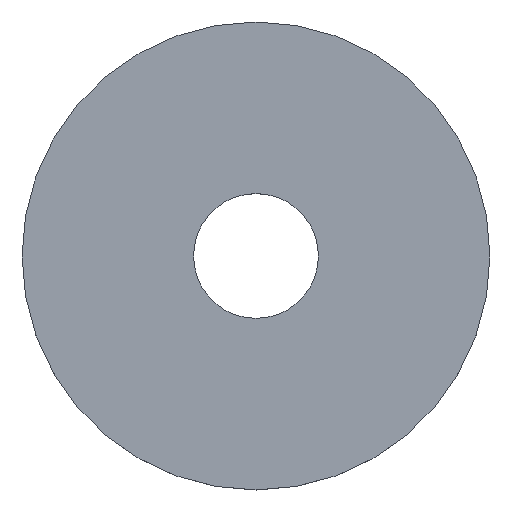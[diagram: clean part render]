
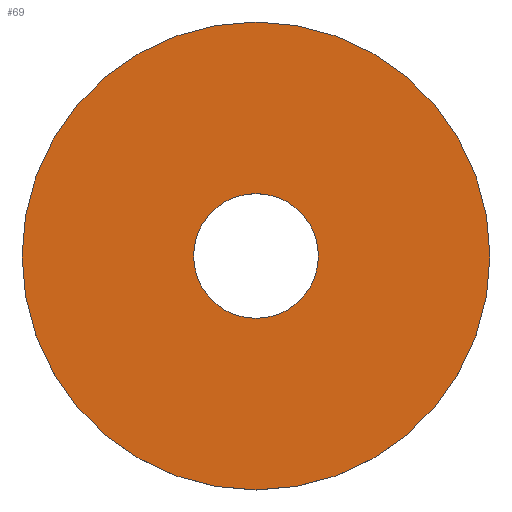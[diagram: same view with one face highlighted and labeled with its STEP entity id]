
A CAD part, top view. The second image highlights one B-rep face of the part: STEP entity #69.
In plain terms, the highlighted planar face has unit normal (0, 0, 1).
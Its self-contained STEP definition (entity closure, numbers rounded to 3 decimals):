
#5 = ORIENTED_EDGE ( 'NONE', *, *, #163, .F. ) ;
#16 = AXIS2_PLACEMENT_3D ( 'NONE', #68, #23, #92 ) ;
#18 = FACE_BOUND ( 'NONE', #28, .T. ) ;
#19 = VERTEX_POINT ( 'NONE', #152 ) ;
#23 = DIRECTION ( 'NONE',  ( 0., 0., 1. ) ) ;
#28 = EDGE_LOOP ( 'NONE', ( #29 ) ) ;
#29 = ORIENTED_EDGE ( 'NONE', *, *, #73, .T. ) ;
#38 = CARTESIAN_POINT ( 'NONE',  ( 0., 15., 1.8 ) ) ;
#52 = EDGE_LOOP ( 'NONE', ( #5 ) ) ;
#55 = DIRECTION ( 'NONE',  ( 0., 0., -1. ) ) ;
#56 = CARTESIAN_POINT ( 'NONE',  ( 0., 0., 1.8 ) ) ;
#65 = CARTESIAN_POINT ( 'NONE',  ( 0., 0., 1.8 ) ) ;
#68 = CARTESIAN_POINT ( 'NONE',  ( 0., 4., 1.8 ) ) ;
#69 = ADVANCED_FACE ( 'NONE', ( #18, #118 ), #154, .T. ) ;
#73 = EDGE_CURVE ( 'NONE', #19, #19, #130, .T. ) ;
#78 = DIRECTION ( 'NONE',  ( 0., 1., 0. ) ) ;
#90 = VERTEX_POINT ( 'NONE', #38 ) ;
#92 = DIRECTION ( 'NONE',  ( 0., -1., 0. ) ) ;
#113 = DIRECTION ( 'NONE',  ( 0., 0., -1. ) ) ;
#115 = CIRCLE ( 'NONE', #160, 15. ) ;
#118 = FACE_OUTER_BOUND ( 'NONE', #52, .T. ) ;
#130 = CIRCLE ( 'NONE', #145, 4. ) ;
#144 = DIRECTION ( 'NONE',  ( 0., 1., 0. ) ) ;
#145 = AXIS2_PLACEMENT_3D ( 'NONE', #56, #55, #144 ) ;
#152 = CARTESIAN_POINT ( 'NONE',  ( 0., 4., 1.8 ) ) ;
#154 = PLANE ( 'NONE',  #16 ) ;
#160 = AXIS2_PLACEMENT_3D ( 'NONE', #65, #113, #78 ) ;
#163 = EDGE_CURVE ( 'NONE', #90, #90, #115, .T. ) ;
